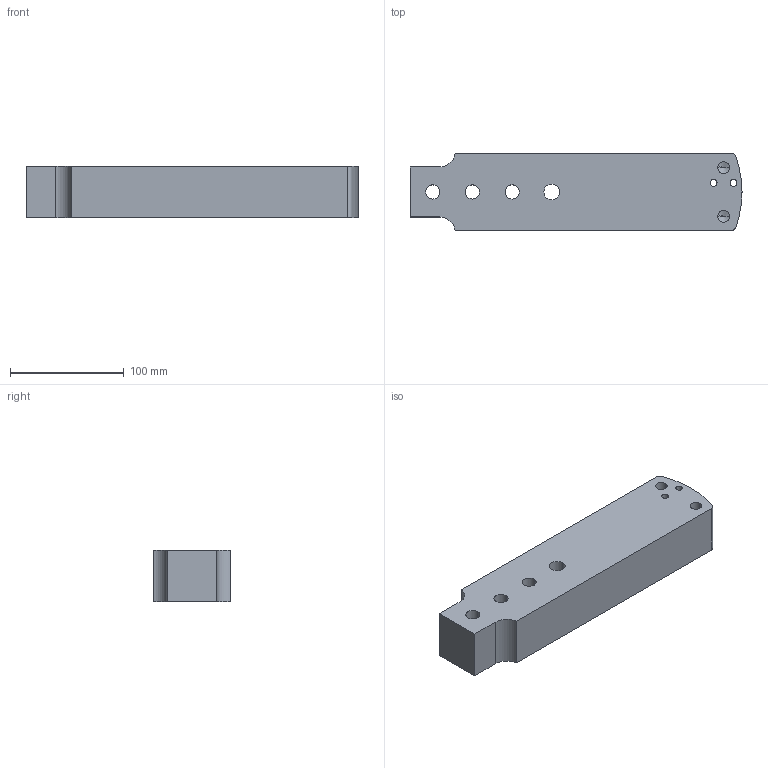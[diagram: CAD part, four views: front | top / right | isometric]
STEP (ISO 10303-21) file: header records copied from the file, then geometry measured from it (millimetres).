
FILE_DESCRIPTION(('no description'),'unknown implementation level');
FILE_NAME('8874DBD6-FC48-4998-8B9A-920C76E63074_export.stp',' ',('CIMSOURCE GmbH'),('CADClick - KiM GmbH - www.kimweb.de'),'unknown preprocess','ACIS','unknown authorization');
FILE_SCHEMA(('automotive_design'));
Length unit declared in the file: millimetre
Products named in the file (1): Lineares Muster9
Bounding box: 292.5 x 68 x 45 mm (x, y, z)
Volume: 798466 mm3; surface area: 85746 mm2
Topology: 1 solids, 1 shells, 201 faces, 457 edges, 264 vertices
Faces by surface type: cylinder 118, cone 52, plane 31
Entity records: 10515 total; most frequent: DIRECTION 1071, CARTESIAN_POINT 892, STYLED_ITEM 887, PRESENTATION_STYLE_ASSIGNMENT 887, COLOUR_RGB 887, ORIENTED_EDGE 842, AXIS2_PLACEMENT_3D 443, EDGE_CURVE 421
